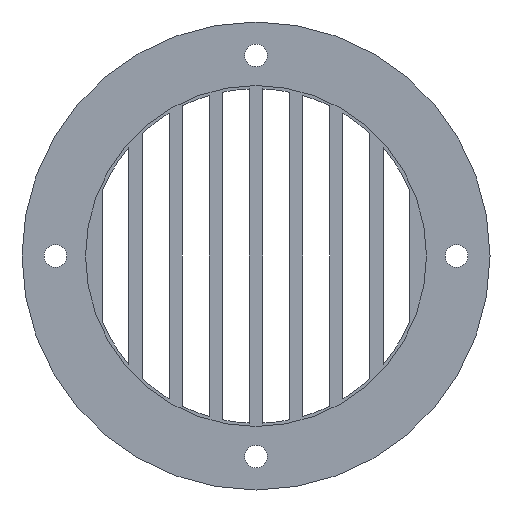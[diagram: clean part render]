
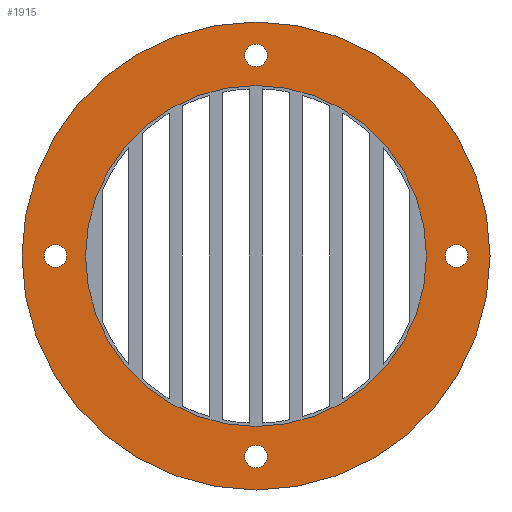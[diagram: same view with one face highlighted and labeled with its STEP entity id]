
A CAD part, front view. The second image highlights one B-rep face of the part: STEP entity #1915.
In plain terms, the highlighted planar face has unit normal (0, -1, 0).
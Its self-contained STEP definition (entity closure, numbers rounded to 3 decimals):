
#29 = AXIS2_PLACEMENT_3D ( 'NONE', #926, #936, #2677 ) ;
#36 = CIRCLE ( 'NONE', #2210, 1.7 ) ;
#45 = DIRECTION ( 'NONE',  ( 0., 1., 0. ) ) ;
#62 = CARTESIAN_POINT ( 'NONE',  ( 0., 0., 35. ) ) ;
#124 = AXIS2_PLACEMENT_3D ( 'NONE', #1088, #2164, #1506 ) ;
#146 = DIRECTION ( 'NONE',  ( 0., 0., -1. ) ) ;
#156 = CARTESIAN_POINT ( 'NONE',  ( 0., 0., -28.3 ) ) ;
#176 = EDGE_CURVE ( 'NONE', #295, #2293, #730, .T. ) ;
#203 = EDGE_LOOP ( 'NONE', ( #1164, #2704 ) ) ;
#215 = CIRCLE ( 'NONE', #29, 1.7 ) ;
#245 = PLANE ( 'NONE',  #385 ) ;
#264 = EDGE_LOOP ( 'NONE', ( #1374, #610 ) ) ;
#295 = VERTEX_POINT ( 'NONE', #536 ) ;
#322 = EDGE_CURVE ( 'NONE', #2293, #295, #2736, .T. ) ;
#340 = DIRECTION ( 'NONE',  ( 0., 1., 0. ) ) ;
#375 = EDGE_LOOP ( 'NONE', ( #2401, #2657 ) ) ;
#385 = AXIS2_PLACEMENT_3D ( 'NONE', #464, #2229, #1999 ) ;
#388 = AXIS2_PLACEMENT_3D ( 'NONE', #2712, #340, #1408 ) ;
#423 = EDGE_CURVE ( 'NONE', #653, #1818, #215, .T. ) ;
#439 = AXIS2_PLACEMENT_3D ( 'NONE', #2440, #45, #2661 ) ;
#450 = CIRCLE ( 'NONE', #2507, 1.7 ) ;
#464 = CARTESIAN_POINT ( 'NONE',  ( 0., 0., 0. ) ) ;
#536 = CARTESIAN_POINT ( 'NONE',  ( -30., 0., -1.7 ) ) ;
#563 = CARTESIAN_POINT ( 'NONE',  ( 30., 0., 1.7 ) ) ;
#568 = DIRECTION ( 'NONE',  ( 0., 1., 0. ) ) ;
#605 = ORIENTED_EDGE ( 'NONE', *, *, #1193, .T. ) ;
#610 = ORIENTED_EDGE ( 'NONE', *, *, #1204, .F. ) ;
#650 = CARTESIAN_POINT ( 'NONE',  ( -30., 0., 1.7 ) ) ;
#653 = VERTEX_POINT ( 'NONE', #156 ) ;
#673 = VERTEX_POINT ( 'NONE', #2758 ) ;
#730 = CIRCLE ( 'NONE', #439, 1.7 ) ;
#762 = VERTEX_POINT ( 'NONE', #1027 ) ;
#859 = ORIENTED_EDGE ( 'NONE', *, *, #176, .T. ) ;
#871 = FACE_OUTER_BOUND ( 'NONE', #264, .T. ) ;
#904 = DIRECTION ( 'NONE',  ( 0., 1., 0. ) ) ;
#926 = CARTESIAN_POINT ( 'NONE',  ( 0., 0., -30. ) ) ;
#936 = DIRECTION ( 'NONE',  ( 0., 1., 0. ) ) ;
#959 = EDGE_CURVE ( 'NONE', #1818, #653, #2517, .T. ) ;
#978 = CARTESIAN_POINT ( 'NONE',  ( 0., 0., 25.5 ) ) ;
#987 = VERTEX_POINT ( 'NONE', #2656 ) ;
#1009 = CARTESIAN_POINT ( 'NONE',  ( 0., 0., 0. ) ) ;
#1027 = CARTESIAN_POINT ( 'NONE',  ( 30., 0., -1.7 ) ) ;
#1032 = DIRECTION ( 'NONE',  ( 0., 0., 1. ) ) ;
#1062 = AXIS2_PLACEMENT_3D ( 'NONE', #2422, #1762, #2609 ) ;
#1077 = FACE_BOUND ( 'NONE', #2499, .T. ) ;
#1088 = CARTESIAN_POINT ( 'NONE',  ( 0., 0., 0. ) ) ;
#1164 = ORIENTED_EDGE ( 'NONE', *, *, #423, .T. ) ;
#1193 = EDGE_CURVE ( 'NONE', #1244, #673, #2482, .T. ) ;
#1204 = EDGE_CURVE ( 'NONE', #2029, #1744, #2143, .T. ) ;
#1208 = DIRECTION ( 'NONE',  ( 0., 1., 0. ) ) ;
#1213 = CARTESIAN_POINT ( 'NONE',  ( 0., 0., 30. ) ) ;
#1224 = DIRECTION ( 'NONE',  ( 0., -1., 0. ) ) ;
#1238 = EDGE_CURVE ( 'NONE', #987, #2049, #1801, .T. ) ;
#1244 = VERTEX_POINT ( 'NONE', #1269 ) ;
#1265 = AXIS2_PLACEMENT_3D ( 'NONE', #1213, #2545, #1032 ) ;
#1269 = CARTESIAN_POINT ( 'NONE',  ( 0., 0., 31.7 ) ) ;
#1288 = CARTESIAN_POINT ( 'NONE',  ( 0., 0., -31.7 ) ) ;
#1312 = DIRECTION ( 'NONE',  ( 0., 1., 0. ) ) ;
#1317 = AXIS2_PLACEMENT_3D ( 'NONE', #1009, #1224, #146 ) ;
#1374 = ORIENTED_EDGE ( 'NONE', *, *, #2374, .F. ) ;
#1382 = EDGE_CURVE ( 'NONE', #762, #1764, #1654, .T. ) ;
#1408 = DIRECTION ( 'NONE',  ( 0., 0., 1. ) ) ;
#1446 = FACE_BOUND ( 'NONE', #1526, .T. ) ;
#1490 = ORIENTED_EDGE ( 'NONE', *, *, #322, .T. ) ;
#1506 = DIRECTION ( 'NONE',  ( 0., 0., -1. ) ) ;
#1526 = EDGE_LOOP ( 'NONE', ( #605, #2190 ) ) ;
#1571 = DIRECTION ( 'NONE',  ( 0., 1., 0. ) ) ;
#1623 = EDGE_LOOP ( 'NONE', ( #1490, #859 ) ) ;
#1639 = DIRECTION ( 'NONE',  ( 0., 0., 1. ) ) ;
#1654 = CIRCLE ( 'NONE', #2086, 1.7 ) ;
#1744 = VERTEX_POINT ( 'NONE', #1875 ) ;
#1762 = DIRECTION ( 'NONE',  ( 0., 1., 0. ) ) ;
#1764 = VERTEX_POINT ( 'NONE', #563 ) ;
#1801 = CIRCLE ( 'NONE', #1317, 25.5 ) ;
#1818 = VERTEX_POINT ( 'NONE', #1288 ) ;
#1850 = AXIS2_PLACEMENT_3D ( 'NONE', #2768, #568, #1639 ) ;
#1875 = CARTESIAN_POINT ( 'NONE',  ( 0., 0., -35. ) ) ;
#1915 = ADVANCED_FACE ( 'NONE', ( #2467, #1077, #1446, #2604, #2745, #871 ), #245, .F. ) ;
#1946 = CIRCLE ( 'NONE', #1062, 35. ) ;
#1999 = DIRECTION ( 'NONE',  ( 0., 0., 1. ) ) ;
#2029 = VERTEX_POINT ( 'NONE', #62 ) ;
#2049 = VERTEX_POINT ( 'NONE', #978 ) ;
#2063 = ORIENTED_EDGE ( 'NONE', *, *, #2815, .T. ) ;
#2086 = AXIS2_PLACEMENT_3D ( 'NONE', #2830, #1312, #2385 ) ;
#2143 = CIRCLE ( 'NONE', #1850, 35. ) ;
#2164 = DIRECTION ( 'NONE',  ( 0., -1., 0. ) ) ;
#2173 = DIRECTION ( 'NONE',  ( 0., 0., 1. ) ) ;
#2190 = ORIENTED_EDGE ( 'NONE', *, *, #2560, .T. ) ;
#2210 = AXIS2_PLACEMENT_3D ( 'NONE', #2222, #1208, #2735 ) ;
#2217 = DIRECTION ( 'NONE',  ( 0., 0., 1. ) ) ;
#2222 = CARTESIAN_POINT ( 'NONE',  ( 0., 0., 30. ) ) ;
#2229 = DIRECTION ( 'NONE',  ( 0., 1., 0. ) ) ;
#2293 = VERTEX_POINT ( 'NONE', #650 ) ;
#2374 = EDGE_CURVE ( 'NONE', #1744, #2029, #1946, .T. ) ;
#2385 = DIRECTION ( 'NONE',  ( 0., 0., 1. ) ) ;
#2401 = ORIENTED_EDGE ( 'NONE', *, *, #1238, .F. ) ;
#2418 = CARTESIAN_POINT ( 'NONE',  ( 0., 0., -30. ) ) ;
#2422 = CARTESIAN_POINT ( 'NONE',  ( 0., 0., 0. ) ) ;
#2440 = CARTESIAN_POINT ( 'NONE',  ( -30., 0., 0. ) ) ;
#2467 = FACE_BOUND ( 'NONE', #375, .T. ) ;
#2482 = CIRCLE ( 'NONE', #1265, 1.7 ) ;
#2499 = EDGE_LOOP ( 'NONE', ( #2063, #2635 ) ) ;
#2507 = AXIS2_PLACEMENT_3D ( 'NONE', #2616, #904, #2173 ) ;
#2517 = CIRCLE ( 'NONE', #2581, 1.7 ) ;
#2545 = DIRECTION ( 'NONE',  ( 0., 1., 0. ) ) ;
#2552 = CIRCLE ( 'NONE', #124, 25.5 ) ;
#2560 = EDGE_CURVE ( 'NONE', #673, #1244, #36, .T. ) ;
#2581 = AXIS2_PLACEMENT_3D ( 'NONE', #2418, #1571, #2217 ) ;
#2604 = FACE_BOUND ( 'NONE', #1623, .T. ) ;
#2609 = DIRECTION ( 'NONE',  ( 0., 0., 1. ) ) ;
#2616 = CARTESIAN_POINT ( 'NONE',  ( 30., 0., 0. ) ) ;
#2635 = ORIENTED_EDGE ( 'NONE', *, *, #1382, .T. ) ;
#2656 = CARTESIAN_POINT ( 'NONE',  ( 0., 0., -25.5 ) ) ;
#2657 = ORIENTED_EDGE ( 'NONE', *, *, #2770, .F. ) ;
#2661 = DIRECTION ( 'NONE',  ( 0., 0., 1. ) ) ;
#2677 = DIRECTION ( 'NONE',  ( 0., 0., 1. ) ) ;
#2704 = ORIENTED_EDGE ( 'NONE', *, *, #959, .T. ) ;
#2712 = CARTESIAN_POINT ( 'NONE',  ( -30., 0., 0. ) ) ;
#2735 = DIRECTION ( 'NONE',  ( 0., 0., 1. ) ) ;
#2736 = CIRCLE ( 'NONE', #388, 1.7 ) ;
#2745 = FACE_BOUND ( 'NONE', #203, .T. ) ;
#2758 = CARTESIAN_POINT ( 'NONE',  ( 0., 0., 28.3 ) ) ;
#2768 = CARTESIAN_POINT ( 'NONE',  ( 0., 0., 0. ) ) ;
#2770 = EDGE_CURVE ( 'NONE', #2049, #987, #2552, .T. ) ;
#2815 = EDGE_CURVE ( 'NONE', #1764, #762, #450, .T. ) ;
#2830 = CARTESIAN_POINT ( 'NONE',  ( 30., 0., 0. ) ) ;
